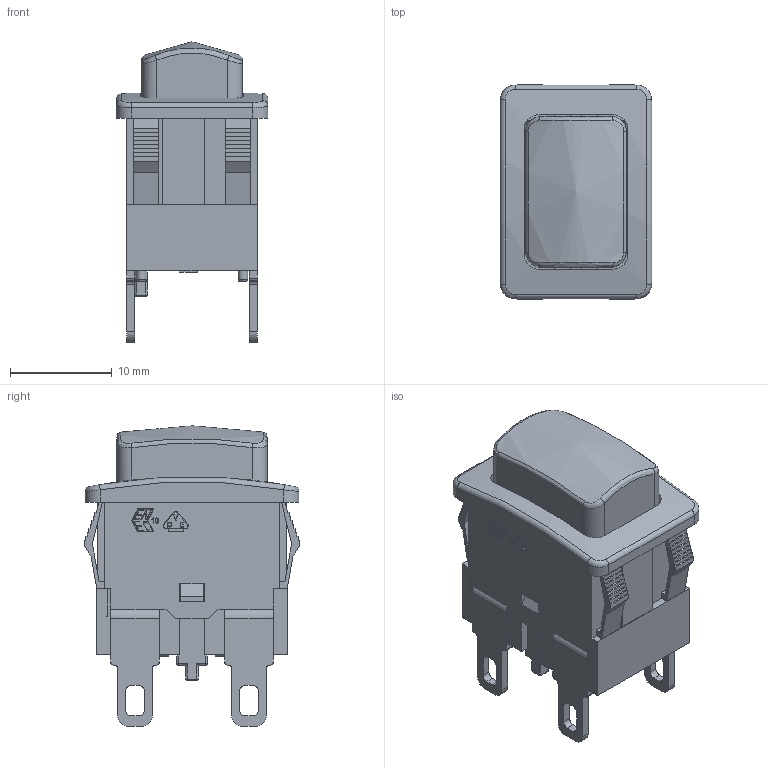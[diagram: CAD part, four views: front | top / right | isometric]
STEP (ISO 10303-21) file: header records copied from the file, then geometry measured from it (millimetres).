
FILE_DESCRIPTION(/* description */ (''),/* implementation_level */ '2;1');
FILE_NAME(/* name */ 'PA42EJxx00.stp',/* time_stamp */ '2025-05-27T15:52:13-05:00',/* author */ ('mroman'),/* organization */ (''),/* preprocessor_version */ 'ST-DEVELOPER v18.1',/* originating_system */ 'Autodesk Inventor 2022',/* authorisation */ '');
FILE_SCHEMA (('AUTOMOTIVE_DESIGN { 1 0 10303 214 3 1 1 }'));
Length unit declared in the file: centimetre
Products named in the file (1): PA42EJxx00
Bounding box: 14.9 x 21.2 x 29.5 mm (x, y, z)
Volume: 2546.6 mm3; surface area: 5837.5 mm2
Topology: 1 solids, 1 shells, 1289 faces, 3716 edges, 2424 vertices
Faces by surface type: plane 944, bspline 182, cylinder 147, torus 8, sphere 8
Full cylindrical faces by diameter (mm): 0.95 x4, 2.5 x2, 3 x1
Entity records: 43694 total; most frequent: CARTESIAN_POINT 10682, ORIENTED_EDGE 7432, DIRECTION 5901, EDGE_CURVE 3716, LINE 3005, VECTOR 3005, VERTEX_POINT 2424, AXIS2_PLACEMENT_3D 1448
